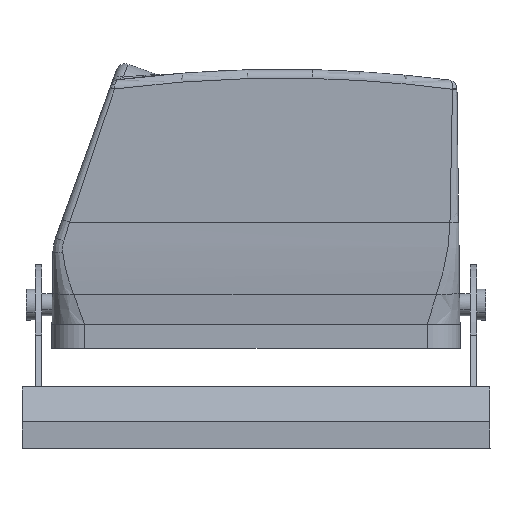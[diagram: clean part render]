
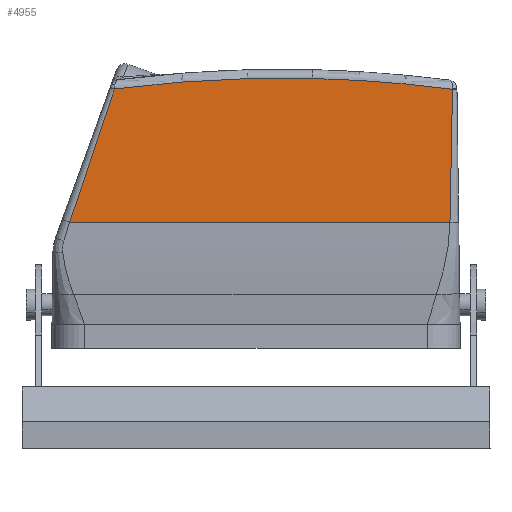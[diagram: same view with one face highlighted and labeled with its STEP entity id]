
A CAD part, left-side view. The second image highlights one B-rep face of the part: STEP entity #4955.
In plain terms, the highlighted planar face has unit normal (-1, 0, 0).
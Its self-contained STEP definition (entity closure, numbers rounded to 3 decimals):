
#4934=AXIS2_PLACEMENT_3D('Plane Axis2P3D',#4931,#4932,#4933) ;
#4938=AXIS2_PLACEMENT_3D('Circle Axis2P3D',#4936,#4937,$) ;
#4945=AXIS2_PLACEMENT_3D('Circle Axis2P3D',#4943,#4944,$) ;
#2379=CARTESIAN_POINT('Line Origine',(17.25,52.157,51.638)) ;
#2383=CARTESIAN_POINT('Vertex',(17.25,96.115,51.638)) ;
#2385=CARTESIAN_POINT('Vertex',(17.25,9.154,51.638)) ;
#3247=CARTESIAN_POINT('Vertex',(17.25,85.866,82.12)) ;
#3251=CARTESIAN_POINT('Control Point',(17.25,85.866,82.12)) ;
#3252=CARTESIAN_POINT('Control Point',(17.25,88.01,76.057)) ;
#3253=CARTESIAN_POINT('Control Point',(17.25,90.107,69.977)) ;
#3254=CARTESIAN_POINT('Control Point',(17.25,92.114,63.881)) ;
#3255=CARTESIAN_POINT('Control Point',(17.25,94.15,57.774)) ;
#3256=CARTESIAN_POINT('Control Point',(17.25,96.115,51.638)) ;
#4036=CARTESIAN_POINT('Vertex',(17.25,8.577,82.047)) ;
#4040=CARTESIAN_POINT('Control Point',(17.25,8.577,82.047)) ;
#4041=CARTESIAN_POINT('Control Point',(17.25,8.578,81.119)) ;
#4042=CARTESIAN_POINT('Control Point',(17.25,8.58,80.192)) ;
#4043=CARTESIAN_POINT('Control Point',(17.25,8.583,79.26)) ;
#4044=CARTESIAN_POINT('Control Point',(17.25,8.605,74.878)) ;
#4045=CARTESIAN_POINT('Control Point',(17.25,8.661,70.496)) ;
#4046=CARTESIAN_POINT('Control Point',(17.25,8.725,67.057)) ;
#4047=CARTESIAN_POINT('Control Point',(17.25,8.831,61.909)) ;
#4048=CARTESIAN_POINT('Control Point',(17.25,8.972,56.763)) ;
#4049=CARTESIAN_POINT('Control Point',(17.25,9.024,55.054)) ;
#4050=CARTESIAN_POINT('Control Point',(17.25,9.083,53.346)) ;
#4051=CARTESIAN_POINT('Control Point',(17.25,9.154,51.638)) ;
#4931=CARTESIAN_POINT('Axis2P3D Location',(17.25,-17.59,-12.712)) ;
#4936=CARTESIAN_POINT('Axis2P3D Location',(17.25,47.5,-213.4)) ;
#4940=CARTESIAN_POINT('Vertex',(17.25,40.518,84.518)) ;
#4943=CARTESIAN_POINT('Axis2P3D Location',(17.25,47.5,-213.4)) ;
#2380=DIRECTION('Vector Direction',(0.,-1.,0.)) ;
#4932=DIRECTION('Axis2P3D Direction',(-1.,0.,0.)) ;
#4933=DIRECTION('Axis2P3D XDirection',(0.,-0.317,0.949)) ;
#4937=DIRECTION('Axis2P3D Direction',(-1.,0.,0.)) ;
#4944=DIRECTION('Axis2P3D Direction',(-1.,0.,0.)) ;
#2381=VECTOR('Line Direction',#2380,1.) ;
#4949=ORIENTED_EDGE('',*,*,#3257,.F.) ;
#4950=ORIENTED_EDGE('',*,*,#2387,.T.) ;
#4951=ORIENTED_EDGE('',*,*,#4052,.T.) ;
#4952=ORIENTED_EDGE('',*,*,#4942,.F.) ;
#4953=ORIENTED_EDGE('',*,*,#4947,.F.) ;
#4955=ADVANCED_FACE('HOOD',(#4954),#4935,.T.) ;
#3250=B_SPLINE_CURVE_WITH_KNOTS('',5,(#3251,#3252,#3253,#3254,#3255,#3256),.UNSPECIFIED.,.F.,.U.,(6,6),(66.565,98.72),.UNSPECIFIED.) ;
#4039=B_SPLINE_CURVE_WITH_KNOTS('',5,(#4040,#4041,#4042,#4043,#4044,#4045,#4046,#4047,#4048,#4049,#4050,#4051),.UNSPECIFIED.,.F.,.U.,(6,3,3,6),(25.369,30.078,47.247,55.777),.UNSPECIFIED.) ;
#4939=CIRCLE('generated circle',#4938,298.) ;
#4946=CIRCLE('generated circle',#4945,298.) ;
#2387=EDGE_CURVE('',#2384,#2386,#2382,.T.) ;
#3257=EDGE_CURVE('',#2384,#3248,#3250,.F.) ;
#4052=EDGE_CURVE('',#2386,#4037,#4039,.F.) ;
#4942=EDGE_CURVE('',#4941,#4037,#4939,.F.) ;
#4947=EDGE_CURVE('',#3248,#4941,#4946,.F.) ;
#4948=EDGE_LOOP('',(#4949,#4950,#4951,#4952,#4953)) ;
#4954=FACE_OUTER_BOUND('',#4948,.T.) ;
#2382=LINE('Line',#2379,#2381) ;
#4935=PLANE('',#4934) ;
#2384=VERTEX_POINT('',#2383) ;
#2386=VERTEX_POINT('',#2385) ;
#3248=VERTEX_POINT('',#3247) ;
#4037=VERTEX_POINT('',#4036) ;
#4941=VERTEX_POINT('',#4940) ;
